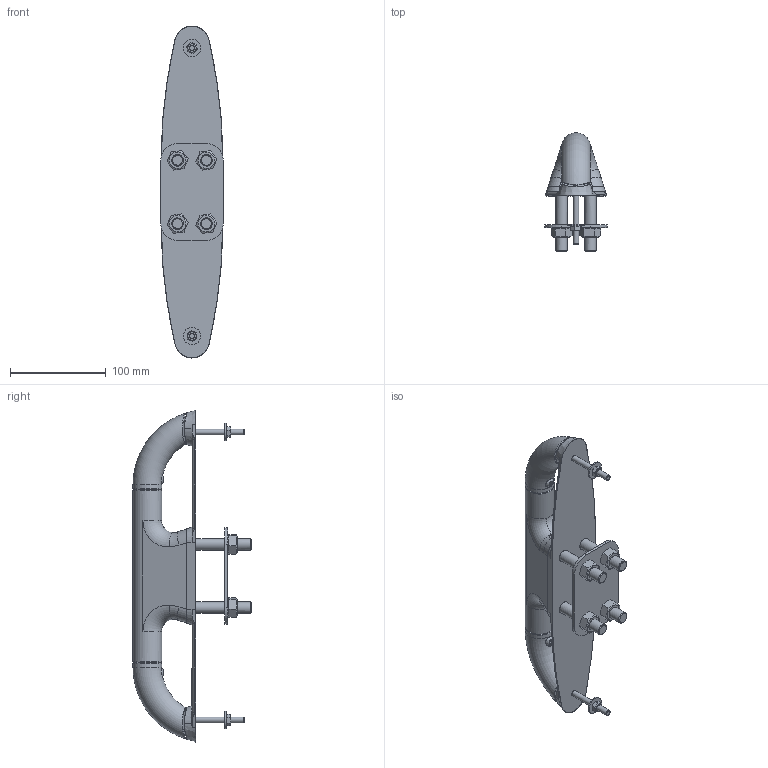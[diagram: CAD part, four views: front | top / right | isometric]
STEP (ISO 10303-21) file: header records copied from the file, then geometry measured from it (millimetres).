
FILE_DESCRIPTION(/* description */ (''),/* implementation_level */ '2;1');
FILE_NAME(/* name */ 'RC350.stp',/* time_stamp */ '2019-03-25T16:39:44+01:00',/* author */ ('gianni'),/* organization */ (''),/* preprocessor_version */ 'ST-DEVELOPER v16.5',/* originating_system */ 'Autodesk Inventor 2017',/* authorisation */ '');
FILE_SCHEMA (('AUTOMOTIVE_DESIGN { 1 0 10303 214 3 1 1 }'));
Length unit declared in the file: millimetre
Products named in the file (1): 19032501
Bounding box: 65 x 123 x 345.84 mm (x, y, z)
Volume: 542985.4 mm3; surface area: 105923.4 mm2
Topology: 1 solids, 3 shells, 401 faces, 943 edges, 581 vertices
Faces by surface type: plane 124, bspline 84, cylinder 81, torus 68, cone 36, sphere 8
Full cylindrical faces by diameter (mm): 6 x6, 6.2 x2, 6.25 x2, 6.4 x2, 10.75 x2, 12 x10, 12.4 x2, 12.5 x8, 18 x2, 25.266 x2, 30 x3
Entity records: 13577 total; most frequent: CARTESIAN_POINT 5411, DIRECTION 1654, ORIENTED_EDGE 1612, EDGE_CURVE 806, AXIS2_PLACEMENT_3D 738, EDGE_LOOP 544, VERTEX_POINT 544, FACE_OUTER_BOUND 401
